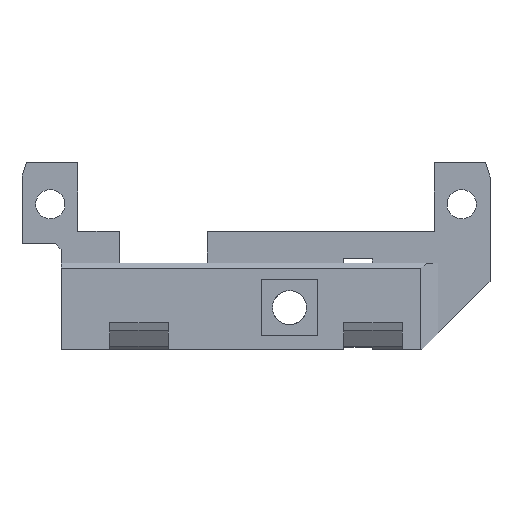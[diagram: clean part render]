
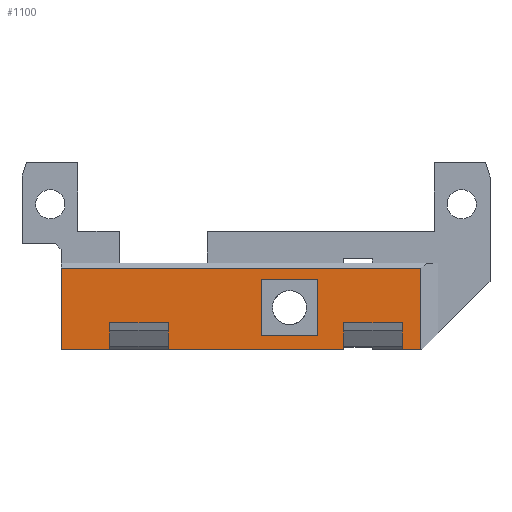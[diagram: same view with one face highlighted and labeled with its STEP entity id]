
A CAD part, top view. The second image highlights one B-rep face of the part: STEP entity #1100.
In plain terms, the highlighted planar face has unit normal (0, 0, 1).
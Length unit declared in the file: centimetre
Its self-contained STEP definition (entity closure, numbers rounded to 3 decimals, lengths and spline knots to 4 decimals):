
#30=FACE_BOUND('',#152,.T.);
#89=FACE_OUTER_BOUND('',#151,.T.);
#151=EDGE_LOOP('',(#982,#983,#984,#985,#986,#987,#988,#989,#990,#991,#992,
#993));
#152=EDGE_LOOP('',(#994,#995,#996,#997));
#202=LINE('',#1532,#347);
#205=LINE('',#1538,#350);
#208=LINE('',#1544,#353);
#214=LINE('',#1556,#359);
#222=LINE('',#1569,#367);
#223=LINE('',#1571,#368);
#225=LINE('',#1575,#370);
#226=LINE('',#1577,#371);
#230=LINE('',#1585,#375);
#254=LINE('',#1635,#399);
#258=LINE('',#1646,#403);
#262=LINE('',#1653,#407);
#265=LINE('',#1659,#410);
#267=LINE('',#1665,#412);
#275=LINE('',#1684,#420);
#283=LINE('',#1698,#428);
#347=VECTOR('',#1235,1.);
#350=VECTOR('',#1240,1.);
#353=VECTOR('',#1245,100.);
#359=VECTOR('',#1251,100.);
#367=VECTOR('',#1265,1.);
#368=VECTOR('',#1268,1.);
#370=VECTOR('',#1272,1.);
#371=VECTOR('',#1275,1.);
#375=VECTOR('',#1281,100.);
#399=VECTOR('',#1317,100.);
#403=VECTOR('',#1327,100.);
#407=VECTOR('',#1333,100.);
#410=VECTOR('',#1338,100.);
#412=VECTOR('',#1346,100.);
#420=VECTOR('',#1366,100.);
#428=VECTOR('',#1382,100.);
#485=VERTEX_POINT('',#1529);
#486=VERTEX_POINT('',#1531);
#487=VERTEX_POINT('',#1535);
#488=VERTEX_POINT('',#1537);
#489=VERTEX_POINT('',#1541);
#490=VERTEX_POINT('',#1543);
#495=VERTEX_POINT('',#1553);
#496=VERTEX_POINT('',#1555);
#499=VERTEX_POINT('',#1573);
#502=VERTEX_POINT('',#1583);
#522=VERTEX_POINT('',#1633);
#525=VERTEX_POINT('',#1643);
#526=VERTEX_POINT('',#1645);
#528=VERTEX_POINT('',#1651);
#530=VERTEX_POINT('',#1657);
#536=VERTEX_POINT('',#1683);
#595=EDGE_CURVE('',#485,#486,#202,.T.);
#598=EDGE_CURVE('',#487,#488,#205,.T.);
#601=EDGE_CURVE('',#489,#490,#208,.T.);
#607=EDGE_CURVE('',#495,#496,#214,.T.);
#615=EDGE_CURVE('',#489,#488,#222,.T.);
#616=EDGE_CURVE('',#495,#486,#223,.T.);
#618=EDGE_CURVE('',#485,#499,#225,.T.);
#619=EDGE_CURVE('',#487,#496,#226,.T.);
#623=EDGE_CURVE('',#502,#499,#230,.T.);
#650=EDGE_CURVE('',#522,#502,#254,.T.);
#654=EDGE_CURVE('',#526,#525,#258,.T.);
#658=EDGE_CURVE('',#525,#528,#262,.T.);
#661=EDGE_CURVE('',#528,#530,#265,.T.);
#664=EDGE_CURVE('',#530,#526,#267,.T.);
#672=EDGE_CURVE('',#490,#536,#275,.T.);
#680=EDGE_CURVE('',#536,#522,#283,.T.);
#982=ORIENTED_EDGE('',*,*,#618,.T.);
#983=ORIENTED_EDGE('',*,*,#623,.F.);
#984=ORIENTED_EDGE('',*,*,#650,.F.);
#985=ORIENTED_EDGE('',*,*,#680,.F.);
#986=ORIENTED_EDGE('',*,*,#672,.F.);
#987=ORIENTED_EDGE('',*,*,#601,.F.);
#988=ORIENTED_EDGE('',*,*,#615,.T.);
#989=ORIENTED_EDGE('',*,*,#598,.F.);
#990=ORIENTED_EDGE('',*,*,#619,.T.);
#991=ORIENTED_EDGE('',*,*,#607,.F.);
#992=ORIENTED_EDGE('',*,*,#616,.T.);
#993=ORIENTED_EDGE('',*,*,#595,.F.);
#994=ORIENTED_EDGE('',*,*,#661,.T.);
#995=ORIENTED_EDGE('',*,*,#664,.T.);
#996=ORIENTED_EDGE('',*,*,#654,.T.);
#997=ORIENTED_EDGE('',*,*,#658,.T.);
#1047=PLANE('',#1161);
#1100=ADVANCED_FACE('',(#89,#30),#1047,.T.);
#1161=AXIS2_PLACEMENT_3D('',#1733,#1425,#1426);
#1235=DIRECTION('',(-1.,0.,0.));
#1240=DIRECTION('',(-1.,0.,0.));
#1245=DIRECTION('',(-1.,0.,0.));
#1251=DIRECTION('',(-1.,0.,0.));
#1265=DIRECTION('',(0.,1.,0.));
#1268=DIRECTION('',(0.,1.,0.));
#1272=DIRECTION('',(0.,-1.,0.));
#1275=DIRECTION('',(0.,-1.,0.));
#1281=DIRECTION('',(-1.,0.,0.));
#1317=DIRECTION('',(0.,-1.,0.));
#1327=DIRECTION('',(0.,-1.,0.));
#1333=DIRECTION('',(-1.,0.,0.));
#1338=DIRECTION('',(0.,1.,0.));
#1346=DIRECTION('',(1.,0.,0.));
#1366=DIRECTION('',(0.,1.,0.));
#1382=DIRECTION('',(1.,0.,0.));
#1425=DIRECTION('center_axis',(0.,0.,
1.));
#1426=DIRECTION('ref_axis',(0.,-1.,0.));
#1529=CARTESIAN_POINT('',(3.2878,-0.5399,0.7824));
#1531=CARTESIAN_POINT('',(2.6878,-0.5399,0.7824));
#1532=CARTESIAN_POINT('',(1.9988,-0.5399,0.7824));
#1535=CARTESIAN_POINT('',(0.8878,-0.5399,0.7824));
#1537=CARTESIAN_POINT('',(0.2878,-0.5399,0.7824));
#1538=CARTESIAN_POINT('',(1.3988,-0.5399,0.7824));
#1541=CARTESIAN_POINT('',(0.2878,-0.8106,0.7824));
#1543=CARTESIAN_POINT('',(-0.2122,-0.8106,0.7824));
#1544=CARTESIAN_POINT('',(1.7878,-0.8106,0.7824));
#1553=CARTESIAN_POINT('',(2.6878,-0.8106,0.7824));
#1555=CARTESIAN_POINT('',(0.8878,-0.8106,0.7824));
#1556=CARTESIAN_POINT('',(1.7878,-0.8106,0.7824));
#1569=CARTESIAN_POINT('',(0.2878,-0.3196,0.7824));
#1571=CARTESIAN_POINT('',(2.6878,-0.3196,0.7824));
#1573=CARTESIAN_POINT('',(3.2878,-0.8106,0.7824));
#1575=CARTESIAN_POINT('',(3.2878,-0.1591,0.7824));
#1577=CARTESIAN_POINT('',(0.8878,-0.1591,0.7824));
#1583=CARTESIAN_POINT('',(3.4756,-0.8106,0.7824));
#1585=CARTESIAN_POINT('',(1.7878,-0.8106,0.7824));
#1633=CARTESIAN_POINT('',(3.4756,0.0213,0.7824));
#1635=CARTESIAN_POINT('',(3.4756,-0.2756,0.7824));
#1643=CARTESIAN_POINT('',(2.4205,-0.6724,0.7824));
#1645=CARTESIAN_POINT('',(2.4205,-0.0946,0.7824));
#1646=CARTESIAN_POINT('',(2.4205,-0.1061,0.7824));
#1651=CARTESIAN_POINT('',(1.8427,-0.6724,0.7824));
#1653=CARTESIAN_POINT('',(1.6597,-0.6724,0.7824));
#1657=CARTESIAN_POINT('',(1.8427,-0.0946,0.7824));
#1659=CARTESIAN_POINT('',(1.8427,-0.1061,0.7824));
#1665=CARTESIAN_POINT('',(1.6597,-0.0946,0.7824));
#1683=CARTESIAN_POINT('',(-0.2122,0.0213,0.7824));
#1684=CARTESIAN_POINT('',(-0.2122,-0.4335,0.7824));
#1698=CARTESIAN_POINT('',(1.2628,0.0213,0.7824));
#1733=CARTESIAN_POINT('Origin',(1.7878,0.1713,0.7824));
